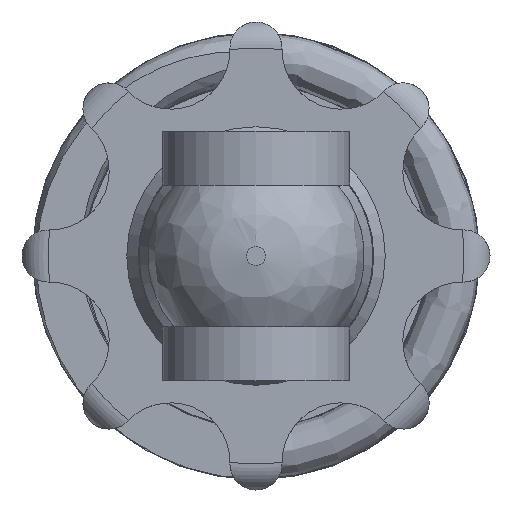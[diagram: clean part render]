
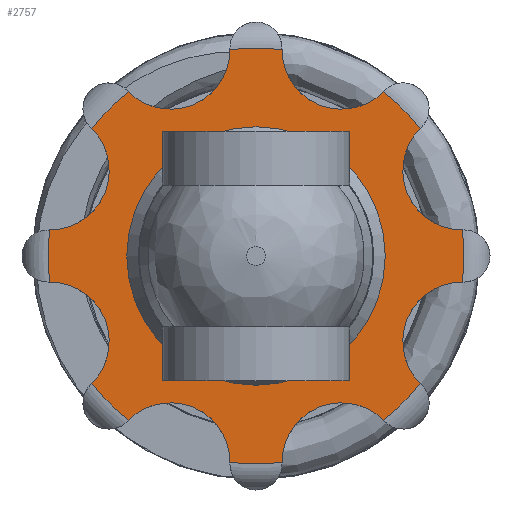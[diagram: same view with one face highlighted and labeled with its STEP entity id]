
A CAD part, left-side view. The second image highlights one B-rep face of the part: STEP entity #2757.
In plain terms, the highlighted face is planar.
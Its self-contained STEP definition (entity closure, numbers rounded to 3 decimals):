
#254=FACE_BOUND('',#708,.T.);
#318=PLANE('',#3242);
#495=FACE_OUTER_BOUND('',#707,.T.);
#707=EDGE_LOOP('',(#2486,#2487,#2488,#2489,#2490,#2491,#2492,#2493,#2494,
#2495,#2496,#2497,#2498,#2499,#2500,#2501));
#708=EDGE_LOOP('',(#2502));
#1113=CIRCLE('',#3185,20.);
#1114=CIRCLE('',#3187,20.);
#1115=CIRCLE('',#3189,20.);
#1116=CIRCLE('',#3191,20.);
#1117=CIRCLE('',#3193,20.);
#1118=CIRCLE('',#3195,20.);
#1119=CIRCLE('',#3197,20.);
#1120=CIRCLE('',#3199,20.);
#1124=CIRCLE('',#3207,5.718);
#1127=CIRCLE('',#3212,5.718);
#1130=CIRCLE('',#3217,5.718);
#1133=CIRCLE('',#3222,5.718);
#1136=CIRCLE('',#3227,5.718);
#1139=CIRCLE('',#3231,5.718);
#1141=CIRCLE('',#3235,5.718);
#1143=CIRCLE('',#3238,12.263);
#1144=CIRCLE('',#3240,5.718);
#1333=VERTEX_POINT('',#8578);
#1336=VERTEX_POINT('',#8617);
#1338=VERTEX_POINT('',#8625);
#1341=VERTEX_POINT('',#8666);
#1343=VERTEX_POINT('',#8676);
#1346=VERTEX_POINT('',#8715);
#1348=VERTEX_POINT('',#8723);
#1351=VERTEX_POINT('',#8764);
#1353=VERTEX_POINT('',#8774);
#1356=VERTEX_POINT('',#8813);
#1358=VERTEX_POINT('',#8821);
#1361=VERTEX_POINT('',#8860);
#1363=VERTEX_POINT('',#8870);
#1366=VERTEX_POINT('',#8909);
#1367=VERTEX_POINT('',#8918);
#1369=VERTEX_POINT('',#8924);
#1388=VERTEX_POINT('',#9034);
#1688=EDGE_CURVE('',#1333,#1336,#1113,.T.);
#1693=EDGE_CURVE('',#1338,#1341,#1114,.T.);
#1698=EDGE_CURVE('',#1343,#1346,#1115,.T.);
#1703=EDGE_CURVE('',#1348,#1351,#1116,.T.);
#1708=EDGE_CURVE('',#1353,#1356,#1117,.T.);
#1713=EDGE_CURVE('',#1358,#1361,#1118,.T.);
#1718=EDGE_CURVE('',#1363,#1366,#1119,.T.);
#1720=EDGE_CURVE('',#1369,#1367,#1120,.T.);
#1733=EDGE_CURVE('',#1356,#1358,#1124,.T.);
#1738=EDGE_CURVE('',#1351,#1353,#1127,.T.);
#1743=EDGE_CURVE('',#1346,#1348,#1130,.T.);
#1748=EDGE_CURVE('',#1341,#1343,#1133,.T.);
#1753=EDGE_CURVE('',#1336,#1338,#1136,.T.);
#1757=EDGE_CURVE('',#1367,#1363,#1139,.T.);
#1760=EDGE_CURVE('',#1366,#1333,#1141,.T.);
#1762=EDGE_CURVE('',#1388,#1388,#1143,.F.);
#1764=EDGE_CURVE('',#1361,#1369,#1144,.T.);
#2486=ORIENTED_EDGE('',*,*,#1720,.T.);
#2487=ORIENTED_EDGE('',*,*,#1757,.T.);
#2488=ORIENTED_EDGE('',*,*,#1718,.T.);
#2489=ORIENTED_EDGE('',*,*,#1760,.T.);
#2490=ORIENTED_EDGE('',*,*,#1688,.T.);
#2491=ORIENTED_EDGE('',*,*,#1753,.T.);
#2492=ORIENTED_EDGE('',*,*,#1693,.T.);
#2493=ORIENTED_EDGE('',*,*,#1748,.T.);
#2494=ORIENTED_EDGE('',*,*,#1698,.T.);
#2495=ORIENTED_EDGE('',*,*,#1743,.T.);
#2496=ORIENTED_EDGE('',*,*,#1703,.T.);
#2497=ORIENTED_EDGE('',*,*,#1738,.T.);
#2498=ORIENTED_EDGE('',*,*,#1708,.T.);
#2499=ORIENTED_EDGE('',*,*,#1733,.T.);
#2500=ORIENTED_EDGE('',*,*,#1713,.T.);
#2501=ORIENTED_EDGE('',*,*,#1764,.T.);
#2502=ORIENTED_EDGE('',*,*,#1762,.T.);
#2757=ADVANCED_FACE('',(#495,#254),#318,.T.);
#3185=AXIS2_PLACEMENT_3D('',#8622,#3995,#3996);
#3187=AXIS2_PLACEMENT_3D('',#8673,#3999,#4000);
#3189=AXIS2_PLACEMENT_3D('',#8720,#4003,#4004);
#3191=AXIS2_PLACEMENT_3D('',#8771,#4007,#4008);
#3193=AXIS2_PLACEMENT_3D('',#8818,#4011,#4012);
#3195=AXIS2_PLACEMENT_3D('',#8867,#4015,#4016);
#3197=AXIS2_PLACEMENT_3D('',#8916,#4019,#4020);
#3199=AXIS2_PLACEMENT_3D('',#8925,#4023,#4024);
#3207=AXIS2_PLACEMENT_3D('',#8983,#4045,#4046);
#3212=AXIS2_PLACEMENT_3D('',#8992,#4057,#4058);
#3217=AXIS2_PLACEMENT_3D('',#9001,#4069,#4070);
#3222=AXIS2_PLACEMENT_3D('',#9010,#4081,#4082);
#3227=AXIS2_PLACEMENT_3D('',#9019,#4093,#4094);
#3231=AXIS2_PLACEMENT_3D('',#9025,#4102,#4103);
#3235=AXIS2_PLACEMENT_3D('',#9031,#4111,#4112);
#3238=AXIS2_PLACEMENT_3D('',#9035,#4117,#4118);
#3240=AXIS2_PLACEMENT_3D('',#9038,#4122,#4123);
#3242=AXIS2_PLACEMENT_3D('',#9040,#4126,#4127);
#3995=DIRECTION('center_axis',(0.,1.,0.));
#3996=DIRECTION('ref_axis',(0.,0.,-1.));
#3999=DIRECTION('center_axis',(0.,1.,0.));
#4000=DIRECTION('ref_axis',(0.,0.,-1.));
#4003=DIRECTION('center_axis',(0.,1.,0.));
#4004=DIRECTION('ref_axis',(0.,0.,-1.));
#4007=DIRECTION('center_axis',(0.,1.,0.));
#4008=DIRECTION('ref_axis',(0.,0.,-1.));
#4011=DIRECTION('center_axis',(0.,1.,0.));
#4012=DIRECTION('ref_axis',(0.,0.,-1.));
#4015=DIRECTION('center_axis',(0.,1.,0.));
#4016=DIRECTION('ref_axis',(0.,0.,-1.));
#4019=DIRECTION('center_axis',(0.,1.,0.));
#4020=DIRECTION('ref_axis',(0.,0.,-1.));
#4023=DIRECTION('center_axis',(0.,1.,0.));
#4024=DIRECTION('ref_axis',(0.,0.,-1.));
#4045=DIRECTION('center_axis',(0.,-1.,0.));
#4046=DIRECTION('ref_axis',(0.727,0.,-0.686));
#4057=DIRECTION('center_axis',(0.,-1.,0.));
#4058=DIRECTION('ref_axis',(1.,0.,0.029));
#4069=DIRECTION('center_axis',(0.,-1.,0.));
#4070=DIRECTION('ref_axis',(0.686,0.,0.727));
#4081=DIRECTION('center_axis',(0.,-1.,0.));
#4082=DIRECTION('ref_axis',(-0.029,0.,1.));
#4093=DIRECTION('center_axis',(0.,-1.,0.));
#4094=DIRECTION('ref_axis',(-0.727,0.,0.686));
#4102=DIRECTION('center_axis',(0.,-1.,0.));
#4103=DIRECTION('ref_axis',(-0.686,0.,-0.727));
#4111=DIRECTION('center_axis',(0.,-1.,0.));
#4112=DIRECTION('ref_axis',(-1.,0.,-0.029));
#4117=DIRECTION('center_axis',(0.,1.,0.));
#4118=DIRECTION('ref_axis',(1.,0.,0.));
#4122=DIRECTION('center_axis',(0.,-1.,0.));
#4123=DIRECTION('ref_axis',(0.029,0.,-1.));
#4126=DIRECTION('center_axis',(0.,1.,0.));
#4127=DIRECTION('ref_axis',(1.,0.,0.));
#8578=CARTESIAN_POINT('',(2.498,7.5,-19.843));
#8617=CARTESIAN_POINT('',(-2.498,7.5,-19.843));
#8622=CARTESIAN_POINT('Origin',(0.,7.5,0.));
#8625=CARTESIAN_POINT('',(-12.265,7.5,-15.797));
#8666=CARTESIAN_POINT('',(-15.797,7.5,-12.265));
#8673=CARTESIAN_POINT('Origin',(0.,7.5,0.));
#8676=CARTESIAN_POINT('',(-19.843,7.5,-2.498));
#8715=CARTESIAN_POINT('',(-19.843,7.5,2.498));
#8720=CARTESIAN_POINT('Origin',(0.,7.5,0.));
#8723=CARTESIAN_POINT('',(-15.797,7.5,12.265));
#8764=CARTESIAN_POINT('',(-12.265,7.5,15.797));
#8771=CARTESIAN_POINT('Origin',(0.,7.5,0.));
#8774=CARTESIAN_POINT('',(-2.498,7.5,19.843));
#8813=CARTESIAN_POINT('',(2.498,7.5,19.843));
#8818=CARTESIAN_POINT('Origin',(0.,7.5,0.));
#8821=CARTESIAN_POINT('',(12.265,7.5,15.797));
#8860=CARTESIAN_POINT('',(15.797,7.5,12.265));
#8867=CARTESIAN_POINT('Origin',(0.,7.5,0.));
#8870=CARTESIAN_POINT('',(15.797,7.5,-12.265));
#8909=CARTESIAN_POINT('',(12.265,7.5,-15.797));
#8916=CARTESIAN_POINT('Origin',(0.,7.5,0.));
#8918=CARTESIAN_POINT('',(19.843,7.5,-2.498));
#8924=CARTESIAN_POINT('',(19.843,7.5,2.498));
#8925=CARTESIAN_POINT('Origin',(0.,7.5,0.));
#8983=CARTESIAN_POINT('Origin',(8.215,7.5,19.834));
#8992=CARTESIAN_POINT('Origin',(-8.215,7.5,19.834));
#9001=CARTESIAN_POINT('Origin',(-19.834,7.5,8.215));
#9010=CARTESIAN_POINT('Origin',(-19.834,7.5,-8.215));
#9019=CARTESIAN_POINT('Origin',(-8.215,7.5,-19.834));
#9025=CARTESIAN_POINT('Origin',(19.834,7.5,-8.215));
#9031=CARTESIAN_POINT('Origin',(8.215,7.5,-19.834));
#9034=CARTESIAN_POINT('',(-12.263,7.5,0.));
#9035=CARTESIAN_POINT('Origin',(0.,7.5,0.));
#9038=CARTESIAN_POINT('Origin',(19.834,7.5,8.215));
#9040=CARTESIAN_POINT('Origin',(0.,7.5,0.));
